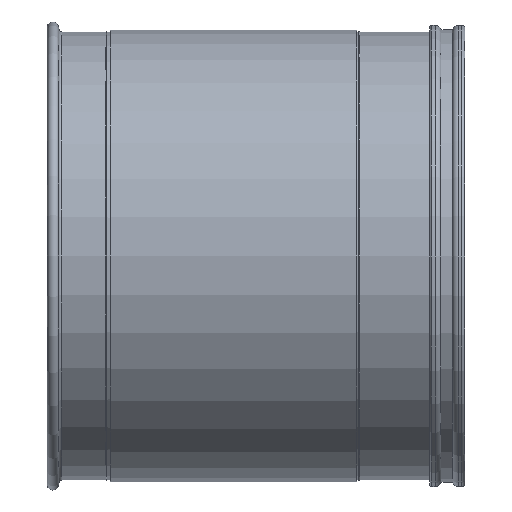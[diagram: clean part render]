
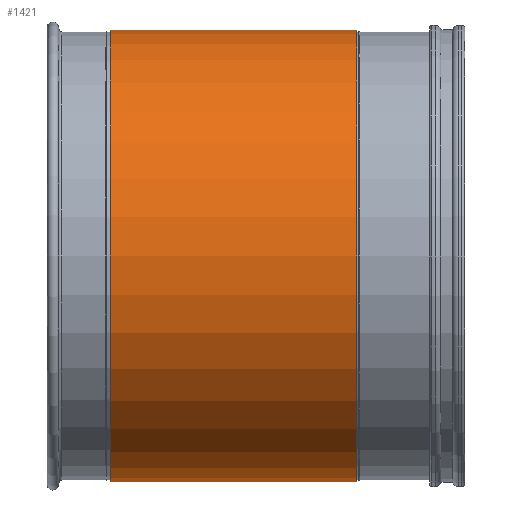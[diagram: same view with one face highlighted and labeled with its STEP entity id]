
A CAD part, front view. The second image highlights one B-rep face of the part: STEP entity #1421.
In plain terms, the highlighted cylindrical face has radius 197.769 mm (diameter 395.538 mm), a full revolution.
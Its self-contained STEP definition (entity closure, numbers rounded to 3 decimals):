
#171=LINE('',#2651,#242);
#242=VECTOR('',#2124,197.769);
#270=CYLINDRICAL_SURFACE('',#1651,197.769);
#356=FACE_OUTER_BOUND('',#463,.T.);
#463=EDGE_LOOP('',(#1271,#1272,#1273,#1274));
#579=CIRCLE('',#1650,197.769);
#580=CIRCLE('',#1652,197.769);
#704=VERTEX_POINT('',#2646);
#705=VERTEX_POINT('',#2649);
#894=EDGE_CURVE('',#704,#704,#579,.T.);
#895=EDGE_CURVE('',#705,#705,#580,.T.);
#896=EDGE_CURVE('',#705,#704,#171,.T.);
#1271=ORIENTED_EDGE('',*,*,#895,.F.);
#1272=ORIENTED_EDGE('',*,*,#896,.T.);
#1273=ORIENTED_EDGE('',*,*,#894,.T.);
#1274=ORIENTED_EDGE('',*,*,#896,.F.);
#1421=ADVANCED_FACE('',(#356),#270,.T.);
#1650=AXIS2_PLACEMENT_3D('',#2647,#2118,#2119);
#1651=AXIS2_PLACEMENT_3D('',#2648,#2120,#2121);
#1652=AXIS2_PLACEMENT_3D('',#2650,#2122,#2123);
#2118=DIRECTION('center_axis',(0.,0.,-1.));
#2119=DIRECTION('ref_axis',(1.,0.,0.));
#2120=DIRECTION('center_axis',(0.,0.,-1.));
#2121=DIRECTION('ref_axis',(-1.,0.,0.));
#2122=DIRECTION('center_axis',(0.,0.,-1.));
#2123=DIRECTION('ref_axis',(1.,0.,0.));
#2124=DIRECTION('',(0.,0.,1.));
#2646=CARTESIAN_POINT('',(197.769,0.,266.125));
#2647=CARTESIAN_POINT('Origin',(0.,0.,266.125));
#2648=CARTESIAN_POINT('Origin',(0.,0.,158.125));
#2649=CARTESIAN_POINT('',(197.769,0.,50.125));
#2650=CARTESIAN_POINT('Origin',(0.,0.,50.125));
#2651=CARTESIAN_POINT('',(197.769,0.,158.125));
